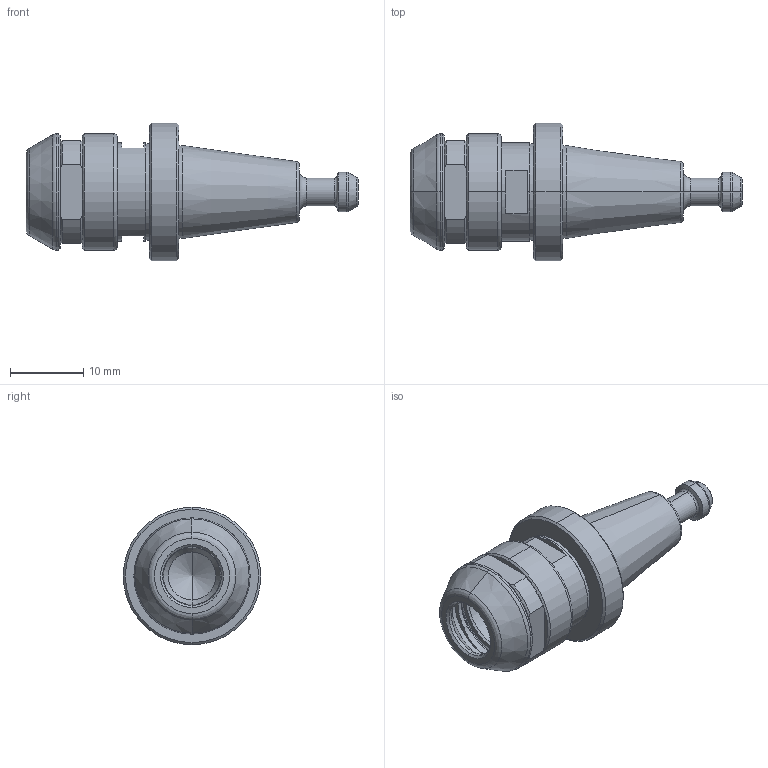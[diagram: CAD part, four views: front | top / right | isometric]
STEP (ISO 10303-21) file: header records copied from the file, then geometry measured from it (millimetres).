
FILE_DESCRIPTION (( 'STEP AP203' ), '1' );
FILE_NAME ('QC5-K-R_9224.STEP', '2024-03-29T08:13:30', ( '' ), ( '' ), 'SwSTEP 2.0', 'SolidWorks 2021', '' );
FILE_SCHEMA (( 'CONFIG_CONTROL_DESIGN' ));
Length unit declared in the file: millimetre
Products named in the file (1): QC5-K-R_9224
Bounding box: 45.37 x 18.8 x 18.8 mm (x, y, z)
Volume: 3519.2 mm3; surface area: 3855.4 mm2
Topology: 2 solids, 2 shells, 140 faces, 303 edges, 172 vertices
Faces by surface type: cone 52, cylinder 43, plane 29, torus 16
Entity records: 3858 total; most frequent: DIRECTION 733, CARTESIAN_POINT 672, ORIENTED_EDGE 598, AXIS2_PLACEMENT_3D 313, EDGE_CURVE 299, CIRCLE 172, VERTEX_POINT 172, EDGE_LOOP 151
